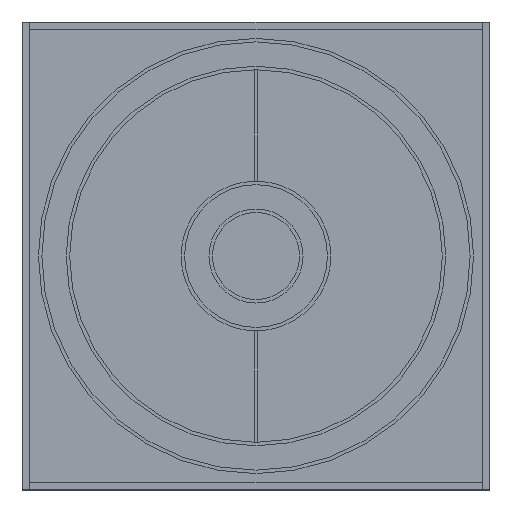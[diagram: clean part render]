
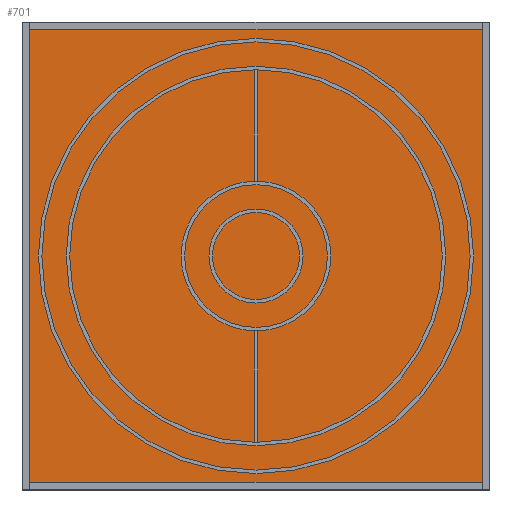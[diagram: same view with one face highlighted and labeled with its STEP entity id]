
A CAD part, top view. The second image highlights one B-rep face of the part: STEP entity #701.
In plain terms, the highlighted planar face has unit normal (0, 0, 1).
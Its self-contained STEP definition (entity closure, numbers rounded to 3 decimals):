
#139=FACE_OUTER_BOUND('',#185,.T.);
#185=EDGE_LOOP('',(#529,#530,#531,#532));
#243=LINE('',#1173,#303);
#246=LINE('',#1179,#306);
#249=LINE('',#1185,#309);
#252=LINE('',#1189,#312);
#303=VECTOR('',#935,10.);
#306=VECTOR('',#940,10.);
#309=VECTOR('',#945,10.);
#312=VECTOR('',#950,10.);
#359=VERTEX_POINT('',#1170);
#360=VERTEX_POINT('',#1172);
#362=VERTEX_POINT('',#1178);
#364=VERTEX_POINT('',#1184);
#419=EDGE_CURVE('',#360,#359,#243,.T.);
#422=EDGE_CURVE('',#362,#360,#246,.T.);
#425=EDGE_CURVE('',#364,#362,#249,.T.);
#428=EDGE_CURVE('',#359,#364,#252,.T.);
#529=ORIENTED_EDGE('',*,*,#428,.T.);
#530=ORIENTED_EDGE('',*,*,#425,.T.);
#531=ORIENTED_EDGE('',*,*,#422,.T.);
#532=ORIENTED_EDGE('',*,*,#419,.T.);
#667=PLANE('',#826);
#701=ADVANCED_FACE('',(#139),#667,.T.);
#826=AXIS2_PLACEMENT_3D('',#1190,#951,#952);
#935=DIRECTION('',(1.,0.,0.));
#940=DIRECTION('',(0.,-1.,0.));
#945=DIRECTION('',(-1.,0.,0.));
#950=DIRECTION('',(0.,1.,0.));
#951=DIRECTION('center_axis',(0.,0.,1.));
#952=DIRECTION('ref_axis',(1.,0.,0.));
#1170=CARTESIAN_POINT('',(650.,-650.,22.));
#1172=CARTESIAN_POINT('',(-650.,-650.,22.));
#1173=CARTESIAN_POINT('',(-650.,-650.,22.));
#1178=CARTESIAN_POINT('',(-650.,650.,22.));
#1179=CARTESIAN_POINT('',(-650.,650.,22.));
#1184=CARTESIAN_POINT('',(650.,650.,22.));
#1185=CARTESIAN_POINT('',(650.,650.,22.));
#1189=CARTESIAN_POINT('',(650.,-650.,22.));
#1190=CARTESIAN_POINT('Origin',(0.,0.,22.));
